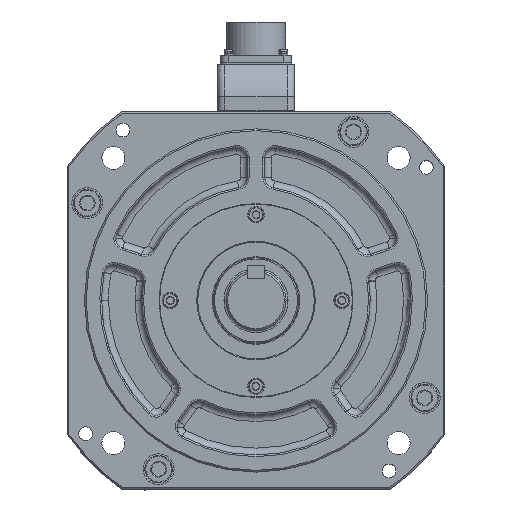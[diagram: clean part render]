
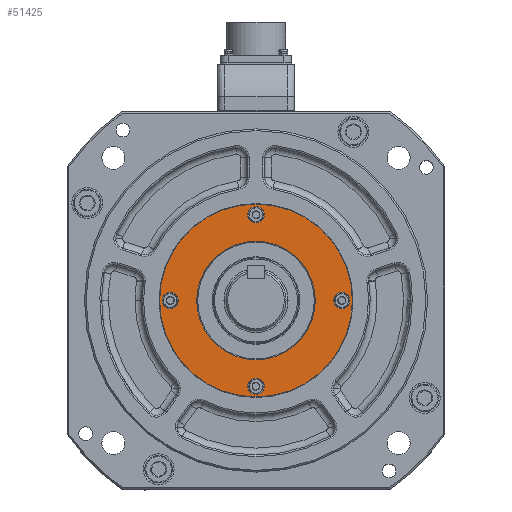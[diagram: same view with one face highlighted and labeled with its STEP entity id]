
A CAD part, top view. The second image highlights one B-rep face of the part: STEP entity #51425.
In plain terms, the highlighted planar face has unit normal (0, 0, 1).
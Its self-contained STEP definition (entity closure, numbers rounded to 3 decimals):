
#7313 = CIRCLE ( 'NONE', #7429, 4.75 ) ;
#7429 = AXIS2_PLACEMENT_3D ( 'NONE', #36622, #36591, #36629 ) ;
#9211 = AXIS2_PLACEMENT_3D ( 'NONE', #79752, #79755, #79816 ) ;
#12686 = CARTESIAN_POINT ( 'NONE',  ( 56.2, 0., 24. ) ) ;
#12743 = CARTESIAN_POINT ( 'NONE',  ( -56.2, 0., 24. ) ) ;
#12757 = CARTESIAN_POINT ( 'NONE',  ( -4.75, 50., 24. ) ) ;
#12772 = CARTESIAN_POINT ( 'NONE',  ( -4.75, -50., 24. ) ) ;
#12781 = CARTESIAN_POINT ( 'NONE',  ( 4.75, -50., 24. ) ) ;
#12798 = CARTESIAN_POINT ( 'NONE',  ( -34.546, 0., 24. ) ) ;
#12799 = CARTESIAN_POINT ( 'NONE',  ( 54.75, 0., 24. ) ) ;
#12811 = CARTESIAN_POINT ( 'NONE',  ( 34.546, 0., 24. ) ) ;
#12813 = CARTESIAN_POINT ( 'NONE',  ( 4.75, 50., 24. ) ) ;
#12815 = CARTESIAN_POINT ( 'NONE',  ( 45.25, 0., 24. ) ) ;
#12816 = CARTESIAN_POINT ( 'NONE',  ( -54.75, 0., 24. ) ) ;
#12830 = CARTESIAN_POINT ( 'NONE',  ( -45.25, 0., 24. ) ) ;
#15839 = CARTESIAN_POINT ( 'NONE',  ( -50., 0., 24. ) ) ;
#15872 = DIRECTION ( 'NONE',  ( 1., 0., 0. ) ) ;
#15917 = DIRECTION ( 'NONE',  ( 0., 0., 1. ) ) ;
#36591 = DIRECTION ( 'NONE',  ( 0., 0., 1. ) ) ;
#36622 = CARTESIAN_POINT ( 'NONE',  ( 0., -50., 24. ) ) ;
#36629 = DIRECTION ( 'NONE',  ( 1., 0., 0. ) ) ;
#41214 = CARTESIAN_POINT ( 'NONE',  ( 50., 0., 24. ) ) ;
#41249 = DIRECTION ( 'NONE',  ( 1., 0., 0. ) ) ;
#41261 = DIRECTION ( 'NONE',  ( 0., 0., 1. ) ) ;
#41893 = DIRECTION ( 'NONE',  ( 1., 0., 0. ) ) ;
#41903 = CARTESIAN_POINT ( 'NONE',  ( 50., 0., 24. ) ) ;
#41945 = DIRECTION ( 'NONE',  ( 0., 0., 1. ) ) ;
#42171 = DIRECTION ( 'NONE',  ( 1., 0., 0. ) ) ;
#42175 = DIRECTION ( 'NONE',  ( 0., 0., 1. ) ) ;
#42182 = CARTESIAN_POINT ( 'NONE',  ( 0., -50., 24. ) ) ;
#42245 = DIRECTION ( 'NONE',  ( 0., 0., 1. ) ) ;
#42264 = CARTESIAN_POINT ( 'NONE',  ( 0., 0., 24. ) ) ;
#42272 = DIRECTION ( 'NONE',  ( 1., 0., 0. ) ) ;
#42293 = DIRECTION ( 'NONE',  ( 0., 0., 1. ) ) ;
#42312 = DIRECTION ( 'NONE',  ( 0., 0., 1. ) ) ;
#42339 = CARTESIAN_POINT ( 'NONE',  ( 0., 0., 24. ) ) ;
#42349 = DIRECTION ( 'NONE',  ( 1., 0., 0. ) ) ;
#42354 = DIRECTION ( 'NONE',  ( 1., 0., 0. ) ) ;
#42370 = CARTESIAN_POINT ( 'NONE',  ( 0., 0., 24. ) ) ;
#42420 = CARTESIAN_POINT ( 'NONE',  ( -50., 0., 24. ) ) ;
#42422 = DIRECTION ( 'NONE',  ( 0., 0., 1. ) ) ;
#42434 = DIRECTION ( 'NONE',  ( 1., 0., 0. ) ) ;
#42578 = CARTESIAN_POINT ( 'NONE',  ( 0., 50., 24. ) ) ;
#42594 = DIRECTION ( 'NONE',  ( 1., 0., 0. ) ) ;
#42605 = CARTESIAN_POINT ( 'NONE',  ( 0., 0., 24. ) ) ;
#42608 = DIRECTION ( 'NONE',  ( 0., 0., 1. ) ) ;
#42610 = DIRECTION ( 'NONE',  ( 0., 0., 1. ) ) ;
#42617 = CARTESIAN_POINT ( 'NONE',  ( 0., 50., 24. ) ) ;
#42623 = DIRECTION ( 'NONE',  ( 1., 0., 0. ) ) ;
#42635 = DIRECTION ( 'NONE',  ( 0., 0., 1. ) ) ;
#42676 = DIRECTION ( 'NONE',  ( 1., 0., 0. ) ) ;
#50112 = EDGE_CURVE ( 'NONE', #128424, #128420, #105534, .T. ) ;
#50124 = EDGE_CURVE ( 'NONE', #128440, #128437, #102438, .T. ) ;
#50152 = EDGE_CURVE ( 'NONE', #128437, #128440, #76895, .T. ) ;
#50166 = EDGE_CURVE ( 'NONE', #128342, #128373, #77017, .T. ) ;
#50177 = EDGE_CURVE ( 'NONE', #128443, #128486, #77102, .T. ) ;
#50182 = EDGE_CURVE ( 'NONE', #128486, #128443, #77164, .T. ) ;
#50187 = EDGE_CURVE ( 'NONE', #128313, #128250, #77088, .T. ) ;
#50202 = EDGE_CURVE ( 'NONE', #128420, #128424, #77111, .T. ) ;
#50222 = EDGE_CURVE ( 'NONE', #128250, #128313, #77280, .T. ) ;
#50223 = EDGE_CURVE ( 'NONE', #128487, #128416, #77221, .T. ) ;
#50225 = EDGE_CURVE ( 'NONE', #128416, #128487, #77225, .T. ) ;
#51263 = EDGE_CURVE ( 'NONE', #128373, #128342, #7313, .T. ) ;
#51425 = ADVANCED_FACE ( 'NONE', ( #79651, #79594, #79605, #79597, #79572, #79663 ), #79632, .F. ) ;
#76895 = CIRCLE ( 'NONE', #76963, 4.75 ) ;
#76963 = AXIS2_PLACEMENT_3D ( 'NONE', #41903, #41945, #41893 ) ;
#77017 = CIRCLE ( 'NONE', #77050, 4.75 ) ;
#77050 = AXIS2_PLACEMENT_3D ( 'NONE', #42182, #42175, #42171 ) ;
#77088 = CIRCLE ( 'NONE', #77100, 56.2 ) ;
#77100 = AXIS2_PLACEMENT_3D ( 'NONE', #42339, #42312, #42349 ) ;
#77102 = CIRCLE ( 'NONE', #77105, 34.546 ) ;
#77105 = AXIS2_PLACEMENT_3D ( 'NONE', #42264, #42245, #42272 ) ;
#77111 = CIRCLE ( 'NONE', #77114, 4.75 ) ;
#77114 = AXIS2_PLACEMENT_3D ( 'NONE', #42420, #42422, #42434 ) ;
#77152 = AXIS2_PLACEMENT_3D ( 'NONE', #42370, #42293, #42354 ) ;
#77164 = CIRCLE ( 'NONE', #77152, 34.546 ) ;
#77184 = AXIS2_PLACEMENT_3D ( 'NONE', #42617, #42635, #42594 ) ;
#77211 = AXIS2_PLACEMENT_3D ( 'NONE', #42578, #42610, #42623 ) ;
#77221 = CIRCLE ( 'NONE', #77184, 4.75 ) ;
#77225 = CIRCLE ( 'NONE', #77211, 4.75 ) ;
#77238 = AXIS2_PLACEMENT_3D ( 'NONE', #42605, #42608, #42676 ) ;
#77280 = CIRCLE ( 'NONE', #77238, 56.2 ) ;
#79572 = FACE_BOUND ( 'NONE', #120108, .T. ) ;
#79594 = FACE_BOUND ( 'NONE', #119973, .T. ) ;
#79597 = FACE_BOUND ( 'NONE', #120042, .T. ) ;
#79605 = FACE_BOUND ( 'NONE', #119947, .T. ) ;
#79632 = PLANE ( 'NONE',  #9211 ) ;
#79651 = FACE_BOUND ( 'NONE', #120218, .T. ) ;
#79663 = FACE_OUTER_BOUND ( 'NONE', #120122, .T. ) ;
#79752 = CARTESIAN_POINT ( 'NONE',  ( 0., 34.546, 24. ) ) ;
#79755 = DIRECTION ( 'NONE',  ( 0., 0., -1. ) ) ;
#79816 = DIRECTION ( 'NONE',  ( -1., 0., 0. ) ) ;
#98796 = ORIENTED_EDGE ( 'NONE', *, *, #50187, .T. ) ;
#98799 = ORIENTED_EDGE ( 'NONE', *, *, #51263, .F. ) ;
#98804 = ORIENTED_EDGE ( 'NONE', *, *, #50182, .F. ) ;
#98829 = ORIENTED_EDGE ( 'NONE', *, *, #50223, .F. ) ;
#98832 = ORIENTED_EDGE ( 'NONE', *, *, #50152, .F. ) ;
#98834 = ORIENTED_EDGE ( 'NONE', *, *, #50202, .F. ) ;
#98843 = ORIENTED_EDGE ( 'NONE', *, *, #50222, .T. ) ;
#98854 = ORIENTED_EDGE ( 'NONE', *, *, #50225, .F. ) ;
#98863 = ORIENTED_EDGE ( 'NONE', *, *, #50112, .F. ) ;
#98870 = ORIENTED_EDGE ( 'NONE', *, *, #50177, .F. ) ;
#98875 = ORIENTED_EDGE ( 'NONE', *, *, #50166, .F. ) ;
#98877 = ORIENTED_EDGE ( 'NONE', *, *, #50124, .F. ) ;
#102388 = AXIS2_PLACEMENT_3D ( 'NONE', #41214, #41261, #41249 ) ;
#102438 = CIRCLE ( 'NONE', #102388, 4.75 ) ;
#105534 = CIRCLE ( 'NONE', #105616, 4.75 ) ;
#105616 = AXIS2_PLACEMENT_3D ( 'NONE', #15839, #15917, #15872 ) ;
#119947 = EDGE_LOOP ( 'NONE', ( #98834, #98863 ) ) ;
#119973 = EDGE_LOOP ( 'NONE', ( #98832, #98877 ) ) ;
#120042 = EDGE_LOOP ( 'NONE', ( #98829, #98854 ) ) ;
#120108 = EDGE_LOOP ( 'NONE', ( #98804, #98870 ) ) ;
#120122 = EDGE_LOOP ( 'NONE', ( #98796, #98843 ) ) ;
#120218 = EDGE_LOOP ( 'NONE', ( #98875, #98799 ) ) ;
#128250 = VERTEX_POINT ( 'NONE', #12686 ) ;
#128313 = VERTEX_POINT ( 'NONE', #12743 ) ;
#128342 = VERTEX_POINT ( 'NONE', #12781 ) ;
#128373 = VERTEX_POINT ( 'NONE', #12772 ) ;
#128416 = VERTEX_POINT ( 'NONE', #12757 ) ;
#128420 = VERTEX_POINT ( 'NONE', #12830 ) ;
#128424 = VERTEX_POINT ( 'NONE', #12816 ) ;
#128437 = VERTEX_POINT ( 'NONE', #12799 ) ;
#128440 = VERTEX_POINT ( 'NONE', #12815 ) ;
#128443 = VERTEX_POINT ( 'NONE', #12798 ) ;
#128486 = VERTEX_POINT ( 'NONE', #12811 ) ;
#128487 = VERTEX_POINT ( 'NONE', #12813 ) ;
